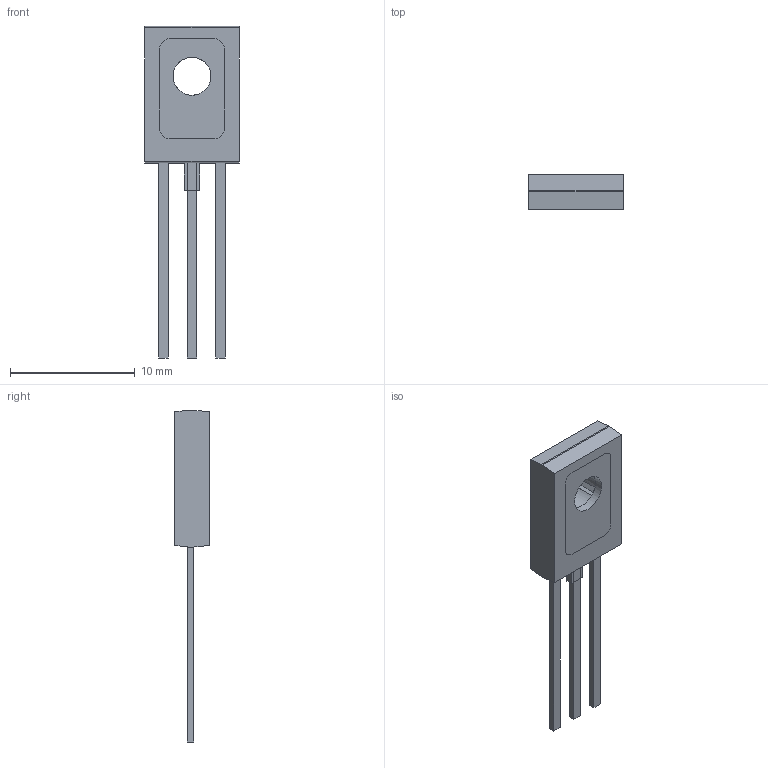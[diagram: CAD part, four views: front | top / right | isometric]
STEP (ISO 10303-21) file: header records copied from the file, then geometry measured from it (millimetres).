
FILE_DESCRIPTION(('FreeCAD Model'),'2;1');
FILE_NAME('Open CASCADE Shape Model','2021-04-17T17:09:49',('Author'),( ''),'Open CASCADE STEP processor 7.4','FreeCAD','Unknown');
FILE_SCHEMA(('AUTOMOTIVE_DESIGN { 1 0 10303 214 1 1 1 1 }'));
Length unit declared in the file: millimetre
Products named in the file (7): SOT32; Cube001; Cube002; Cube003; Cube004; Cut001; Cut004
Assembly tree (6 placements, depth 2):
  SOT32
    Cube001
    Cube002
    Cube003
    Cube004
    Cut001
    Cut004
Bounding box: 7.6 x 2.75 x 26.6 mm (x, y, z)
Volume: 246.5 mm3; surface area: 513.7 mm2
Topology: 6 solids, 6 shells, 59 faces, 141 edges, 94 vertices
Faces by surface type: plane 53, cylinder 6
Full cylindrical faces by diameter (mm): 3.04 x2
Entity records: 3715 total; most frequent: CARTESIAN_POINT 699, DIRECTION 527, LINE 355, VECTOR 355, ORIENTED_EDGE 282, PCURVE 282, DEFINITIONAL_REPRESENTATION 282, EDGE_CURVE 141
